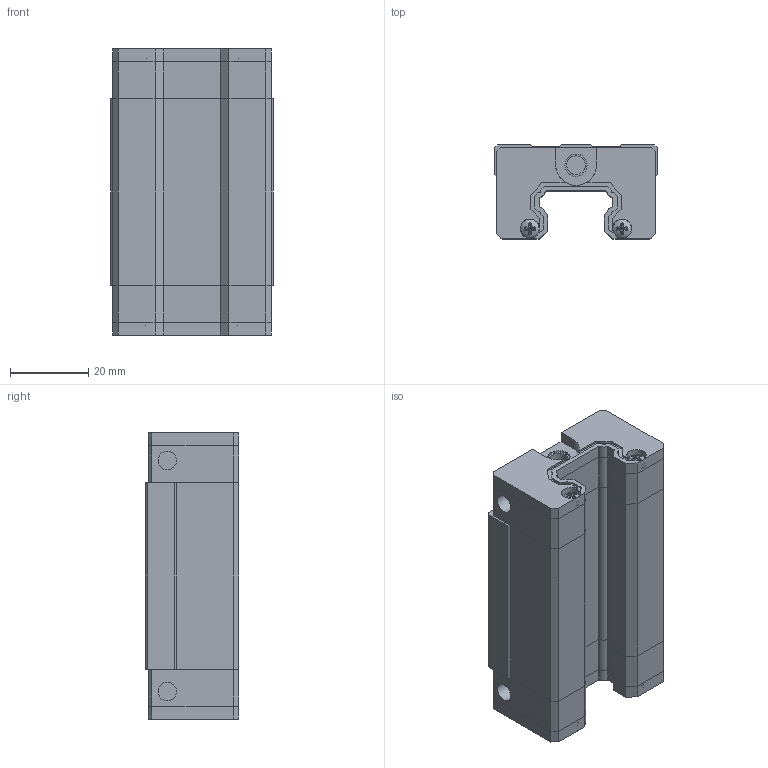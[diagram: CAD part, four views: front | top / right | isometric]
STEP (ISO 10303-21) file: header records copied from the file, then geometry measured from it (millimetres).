
FILE_DESCRIPTION(('FreeCAD Model'),'2;1');
FILE_NAME('Open CASCADE Shape Model','2025-05-09T15:59:16',('FreeCAD'),( 'FreeCAD'),'Open CASCADE STEP processor 7.6','FreeCAD','Unknown');
FILE_SCHEMA(('AUTOMOTIVE_DESIGN { 1 0 10303 214 1 1 1 1 }'));
Products named in the file (1): Open CASCADE STEP translator 7.6 1
Bounding box: 41.47 x 23.94 x 73.04 mm (x, y, z)
Volume: 54056 mm3; surface area: 20433.3 mm2
Topology: 9 solids, 9 shells, 548 faces, 1422 edges, 892 vertices
Faces by surface type: bspline 548
Entity records: 50157 total; most frequent: CARTESIAN_POINT 41975, ORIENTED_EDGE 2804, EDGE_CURVE 1402, B_SPLINE_CURVE_WITH_KNOTS 1059, VERTEX_POINT 892, FACE_BOUND 580, EDGE_LOOP 580, ADVANCED_FACE 548
